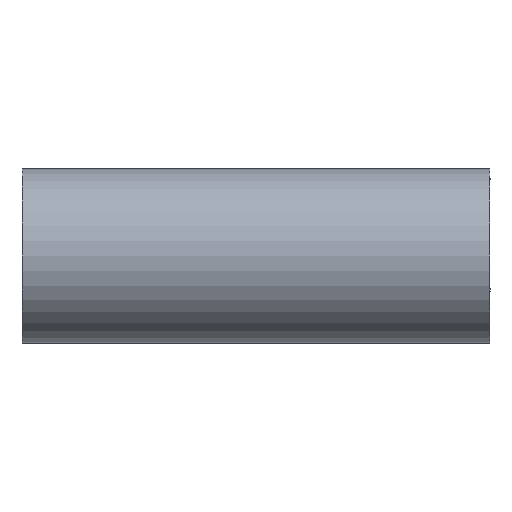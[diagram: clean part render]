
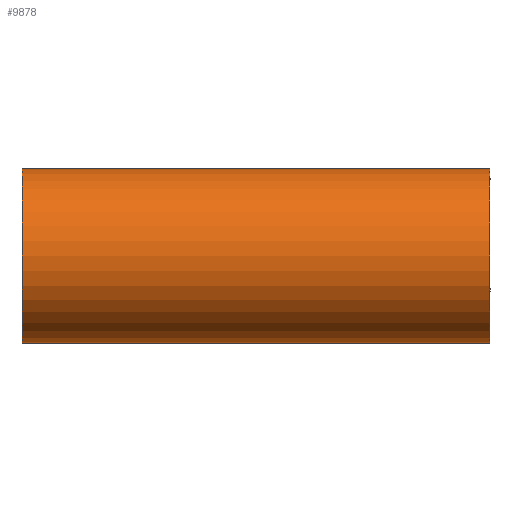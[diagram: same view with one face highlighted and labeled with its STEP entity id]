
A CAD part, left-side view. The second image highlights one B-rep face of the part: STEP entity #9878.
In plain terms, the highlighted cylindrical face has radius 36.5 mm (diameter 73 mm), a partial arc.
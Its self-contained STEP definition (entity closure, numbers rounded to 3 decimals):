
#5 = VERTEX_POINT ( 'NONE', #4818 ) ;
#580 = DIRECTION ( 'NONE',  ( 0., 1., 0. ) ) ;
#671 = VERTEX_POINT ( 'NONE', #3859 ) ;
#870 = EDGE_CURVE ( 'NONE', #5, #7580, #9497, .T. ) ;
#911 = EDGE_LOOP ( 'NONE', ( #1605, #1270, #2714, #6393 ) ) ;
#1270 = ORIENTED_EDGE ( 'NONE', *, *, #4960, .T. ) ;
#1391 = CIRCLE ( 'NONE', #7387, 36.5 ) ;
#1515 = CARTESIAN_POINT ( 'NONE',  ( 0., -196., 0. ) ) ;
#1605 = ORIENTED_EDGE ( 'NONE', *, *, #3833, .F. ) ;
#2496 = CARTESIAN_POINT ( 'NONE',  ( 0., 0., 0. ) ) ;
#2714 = ORIENTED_EDGE ( 'NONE', *, *, #870, .T. ) ;
#3184 = VERTEX_POINT ( 'NONE', #10095 ) ;
#3833 = EDGE_CURVE ( 'NONE', #671, #3184, #9762, .T. ) ;
#3842 = CARTESIAN_POINT ( 'NONE',  ( 0., -196., 0. ) ) ;
#3859 = CARTESIAN_POINT ( 'NONE',  ( 0., -196., -36.5 ) ) ;
#4074 = CIRCLE ( 'NONE', #4562, 36.5 ) ;
#4562 = AXIS2_PLACEMENT_3D ( 'NONE', #2496, #9010, #6327 ) ;
#4692 = CARTESIAN_POINT ( 'NONE',  ( 0., -196., 36.5 ) ) ;
#4788 = DIRECTION ( 'NONE',  ( 0., 1., 0. ) ) ;
#4818 = CARTESIAN_POINT ( 'NONE',  ( 0., -196., 36.5 ) ) ;
#4937 = DIRECTION ( 'NONE',  ( 0., 1., 0. ) ) ;
#4960 = EDGE_CURVE ( 'NONE', #671, #5, #1391, .T. ) ;
#5431 = AXIS2_PLACEMENT_3D ( 'NONE', #1515, #4937, #7975 ) ;
#5617 = DIRECTION ( 'NONE',  ( 0., 0., 1. ) ) ;
#6158 = VECTOR ( 'NONE', #10247, 1000. ) ;
#6327 = DIRECTION ( 'NONE',  ( 0., 0., 1. ) ) ;
#6338 = VECTOR ( 'NONE', #4788, 1000. ) ;
#6393 = ORIENTED_EDGE ( 'NONE', *, *, #6969, .F. ) ;
#6547 = FACE_OUTER_BOUND ( 'NONE', #911, .T. ) ;
#6969 = EDGE_CURVE ( 'NONE', #3184, #7580, #4074, .T. ) ;
#7387 = AXIS2_PLACEMENT_3D ( 'NONE', #3842, #580, #5617 ) ;
#7580 = VERTEX_POINT ( 'NONE', #8617 ) ;
#7975 = DIRECTION ( 'NONE',  ( 0., 0., 1. ) ) ;
#8617 = CARTESIAN_POINT ( 'NONE',  ( 0., 0., 36.5 ) ) ;
#9010 = DIRECTION ( 'NONE',  ( 0., 1., 0. ) ) ;
#9497 = LINE ( 'NONE', #4692, #6158 ) ;
#9762 = LINE ( 'NONE', #10508, #6338 ) ;
#9798 = CYLINDRICAL_SURFACE ( 'NONE', #5431, 36.5 ) ;
#9878 = ADVANCED_FACE ( 'NONE', ( #6547 ), #9798, .T. ) ;
#10095 = CARTESIAN_POINT ( 'NONE',  ( 0., 0., -36.5 ) ) ;
#10247 = DIRECTION ( 'NONE',  ( 0., 1., 0. ) ) ;
#10508 = CARTESIAN_POINT ( 'NONE',  ( 0., -196., -36.5 ) ) ;
